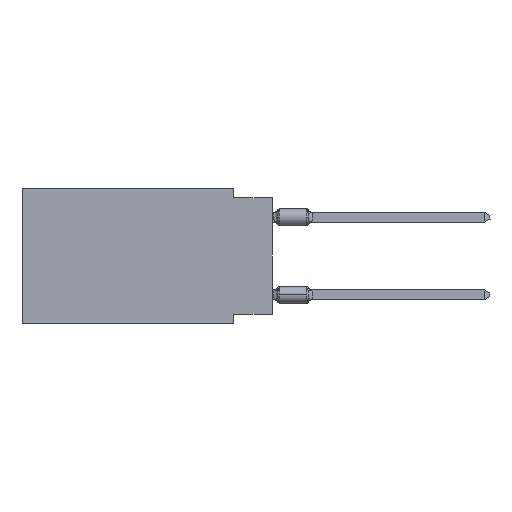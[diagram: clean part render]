
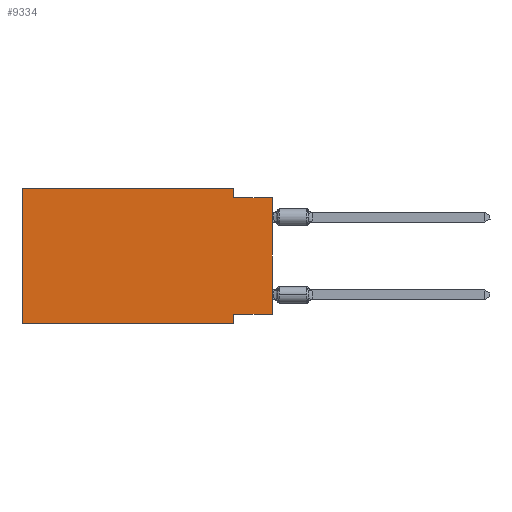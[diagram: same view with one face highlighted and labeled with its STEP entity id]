
A CAD part, left-side view. The second image highlights one B-rep face of the part: STEP entity #9334.
In plain terms, the highlighted planar face has unit normal (-1, 0, 0).
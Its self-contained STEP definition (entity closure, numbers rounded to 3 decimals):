
#889 = VERTEX_POINT ( 'NONE', #28883 ) ;
#1199 = VERTEX_POINT ( 'NONE', #28028 ) ;
#1300 = VERTEX_POINT ( 'NONE', #39668 ) ;
#2168 = VECTOR ( 'NONE', #29748, 1000. ) ;
#2463 = DIRECTION ( 'NONE',  ( 0., -1., 0. ) ) ;
#2904 = ORIENTED_EDGE ( 'NONE', *, *, #11583, .F. ) ;
#3047 = DIRECTION ( 'NONE',  ( 0., 0., 1. ) ) ;
#3657 = CARTESIAN_POINT ( 'NONE',  ( 0., 0., 0. ) ) ;
#3789 = AXIS2_PLACEMENT_3D ( 'NONE', #24047, #37008, #17992 ) ;
#4303 = EDGE_CURVE ( 'NONE', #12126, #37244, #33926, .T. ) ;
#4986 = CARTESIAN_POINT ( 'NONE',  ( 0., 16.383, 0. ) ) ;
#6198 = LINE ( 'NONE', #28773, #7282 ) ;
#7282 = VECTOR ( 'NONE', #2463, 1000. ) ;
#8703 = LINE ( 'NONE', #30850, #32176 ) ;
#8754 = EDGE_CURVE ( 'NONE', #1300, #38419, #27355, .T. ) ;
#8917 = DIRECTION ( 'NONE',  ( 0., 1., 0. ) ) ;
#9334 = ADVANCED_FACE ( 'NONE', ( #21130 ), #27595, .F. ) ;
#10083 = CARTESIAN_POINT ( 'NONE',  ( 0., 2.54, -0.635 ) ) ;
#11453 = DIRECTION ( 'NONE',  ( 0., 0., 1. ) ) ;
#11583 = EDGE_CURVE ( 'NONE', #889, #1199, #22503, .T. ) ;
#12126 = VERTEX_POINT ( 'NONE', #10083 ) ;
#12666 = VECTOR ( 'NONE', #17855, 1000. ) ;
#13797 = CARTESIAN_POINT ( 'NONE',  ( 0., 2.54, -8.89 ) ) ;
#14492 = VERTEX_POINT ( 'NONE', #13797 ) ;
#15614 = CARTESIAN_POINT ( 'NONE',  ( 0., 0., -8.255 ) ) ;
#16647 = ORIENTED_EDGE ( 'NONE', *, *, #34523, .T. ) ;
#17855 = DIRECTION ( 'NONE',  ( 0., -1., 0. ) ) ;
#17992 = DIRECTION ( 'NONE',  ( 0., 0., -1. ) ) ;
#18098 = CARTESIAN_POINT ( 'NONE',  ( 0., 0., -0.635 ) ) ;
#18524 = ORIENTED_EDGE ( 'NONE', *, *, #35142, .F. ) ;
#18940 = LINE ( 'NONE', #3657, #40235 ) ;
#19758 = CARTESIAN_POINT ( 'NONE',  ( 0., 2.54, 0. ) ) ;
#19919 = ORIENTED_EDGE ( 'NONE', *, *, #4303, .F. ) ;
#21130 = FACE_OUTER_BOUND ( 'NONE', #29831, .T. ) ;
#21732 = LINE ( 'NONE', #31312, #30215 ) ;
#22503 = LINE ( 'NONE', #15614, #38535 ) ;
#22727 = ORIENTED_EDGE ( 'NONE', *, *, #26722, .T. ) ;
#22835 = CARTESIAN_POINT ( 'NONE',  ( 0., 2.54, 0. ) ) ;
#23965 = VERTEX_POINT ( 'NONE', #22835 ) ;
#24047 = CARTESIAN_POINT ( 'NONE',  ( 0., 16.383, 0. ) ) ;
#24530 = CARTESIAN_POINT ( 'NONE',  ( 0., 0., -0.635 ) ) ;
#24591 = DIRECTION ( 'NONE',  ( 0., 0., -1. ) ) ;
#25038 = EDGE_CURVE ( 'NONE', #1199, #14492, #8703, .T. ) ;
#26722 = EDGE_CURVE ( 'NONE', #1300, #14492, #6198, .T. ) ;
#26837 = LINE ( 'NONE', #19758, #2168 ) ;
#27241 = ORIENTED_EDGE ( 'NONE', *, *, #30546, .F. ) ;
#27355 = LINE ( 'NONE', #4986, #37139 ) ;
#27595 = PLANE ( 'NONE',  #3789 ) ;
#28028 = CARTESIAN_POINT ( 'NONE',  ( 0., 2.54, -8.255 ) ) ;
#28198 = DIRECTION ( 'NONE',  ( 0., -1., 0. ) ) ;
#28569 = ORIENTED_EDGE ( 'NONE', *, *, #25038, .F. ) ;
#28773 = CARTESIAN_POINT ( 'NONE',  ( 0., 16.383, -8.89 ) ) ;
#28883 = CARTESIAN_POINT ( 'NONE',  ( 0., 0., -8.255 ) ) ;
#29748 = DIRECTION ( 'NONE',  ( 0., 0., -1. ) ) ;
#29831 = EDGE_LOOP ( 'NONE', ( #16647, #19919, #27241, #18524, #35842, #22727, #28569, #2904 ) ) ;
#30215 = VECTOR ( 'NONE', #28198, 1000. ) ;
#30546 = EDGE_CURVE ( 'NONE', #23965, #12126, #26837, .T. ) ;
#30850 = CARTESIAN_POINT ( 'NONE',  ( 0., 2.54, -8.89 ) ) ;
#31312 = CARTESIAN_POINT ( 'NONE',  ( 0., 16.383, 0. ) ) ;
#32176 = VECTOR ( 'NONE', #24591, 1000. ) ;
#33926 = LINE ( 'NONE', #24530, #12666 ) ;
#34523 = EDGE_CURVE ( 'NONE', #889, #37244, #18940, .T. ) ;
#35142 = EDGE_CURVE ( 'NONE', #38419, #23965, #21732, .T. ) ;
#35842 = ORIENTED_EDGE ( 'NONE', *, *, #8754, .F. ) ;
#36541 = CARTESIAN_POINT ( 'NONE',  ( 0., 16.383, 0. ) ) ;
#37008 = DIRECTION ( 'NONE',  ( 1., 0., 0. ) ) ;
#37139 = VECTOR ( 'NONE', #11453, 1000. ) ;
#37244 = VERTEX_POINT ( 'NONE', #18098 ) ;
#38419 = VERTEX_POINT ( 'NONE', #36541 ) ;
#38535 = VECTOR ( 'NONE', #8917, 1000. ) ;
#39668 = CARTESIAN_POINT ( 'NONE',  ( 0., 16.383, -8.89 ) ) ;
#40235 = VECTOR ( 'NONE', #3047, 1000. ) ;
